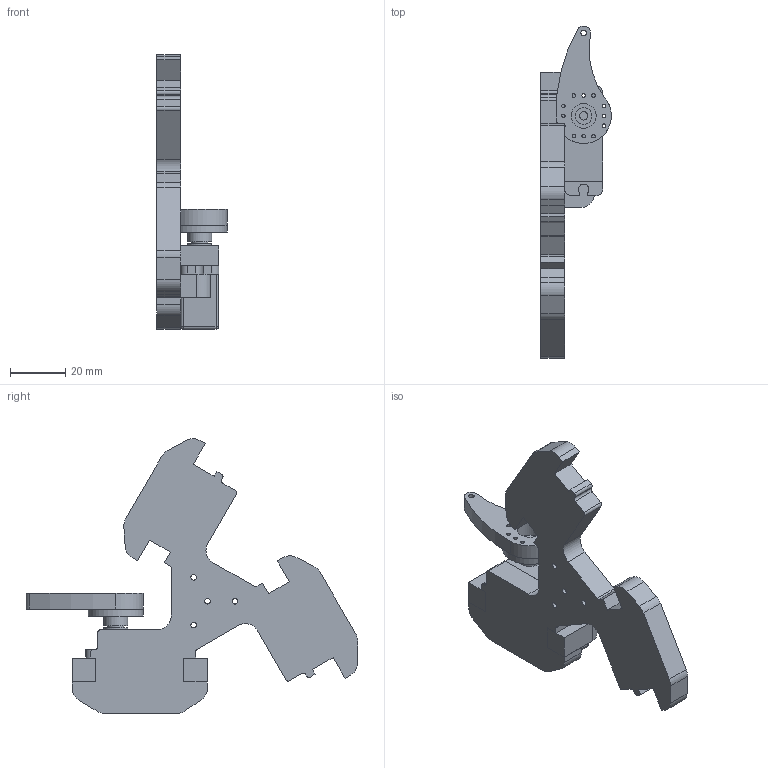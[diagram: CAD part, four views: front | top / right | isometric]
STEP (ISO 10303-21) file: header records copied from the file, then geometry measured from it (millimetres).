
FILE_DESCRIPTION((' '),'2;1');
FILE_NAME('Deltabot - Small Model.stp','2013-12-24T17:46:04',(' '),(' '),' ','ACIS',' ');
FILE_SCHEMA(('CONFIG_CONTROL_DESIGN'));
Length unit declared in the file: millimetre
Products named in the file (7): Deltabot - Small Model.stp; Component2; Component6; Component7; Component8 Copy2; Component12; Component12 Copy1
Assembly tree (6 placements, depth 2):
  Deltabot - Small Model.stp
    Component2
    Component6
    Component7
    Component8 Copy2
    Component12
    Component12 Copy1
Bounding box: 25.55 x 120.05 x 99.33 mm (x, y, z)
Volume: 54004.1 mm3; surface area: 21075.5 mm2
Topology: 6 solids, 6 shells, 192 faces, 517 edges, 343 vertices
Faces by surface type: plane 102, cylinder 86, sphere 4
Full cylindrical faces by diameter (mm): 1.3 x24, 2 x5, 3 x1, 5.6 x1, 5.75 x1, 6 x1, 8.6 x1, 8.75 x1, 9 x2, 20 x1
Entity records: 6890 total; most frequent: DIRECTION 1054, CARTESIAN_POINT 1013, ORIENTED_EDGE 944, EDGE_CURVE 472, AXIS2_PLACEMENT_3D 377, VERTEX_POINT 336, VECTOR 300, LINE 300
